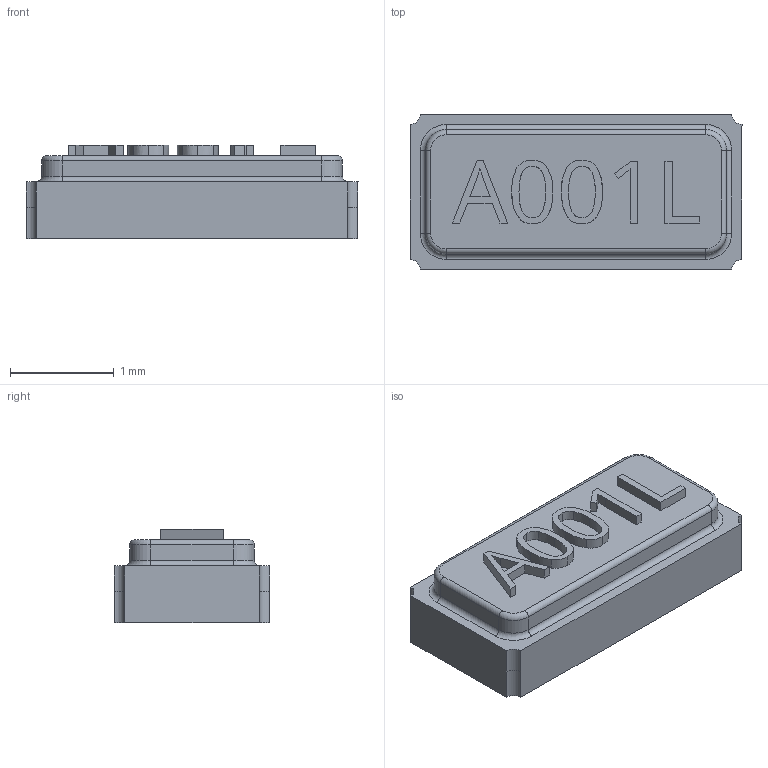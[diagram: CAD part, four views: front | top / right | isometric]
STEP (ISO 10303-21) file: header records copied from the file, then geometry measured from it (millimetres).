
FILE_DESCRIPTION(/* description */ (''),/* implementation_level */ '2;1');
FILE_NAME(/* name */ 'Crystal_NX3215SA.step',/* time_stamp */ '2021-08-31T17:56:04+07:00',/* author */ (''),/* organization */ (''),/* preprocessor_version */ 'ST-DEVELOPER v18.1',/* originating_system */ 'Autodesk Translation Framework v10.9.0.1377',/* authorisation */ '');
FILE_SCHEMA (('AUTOMOTIVE_DESIGN { 1 0 10303 214 3 1 1 }'));
Length unit declared in the file: centimetre
Products named in the file (1): (Unsaved)
Bounding box: 3.2 x 1.5 x 0.9 mm (x, y, z)
Volume: 3.5 mm3; surface area: 33.5 mm2
Topology: 4 solids, 4 shells, 166 faces, 426 edges, 276 vertices
Faces by surface type: plane 85, bspline 37, cylinder 36, torus 8
Entity records: 5514 total; most frequent: CARTESIAN_POINT 1516, ORIENTED_EDGE 852, DIRECTION 690, EDGE_CURVE 426, VERTEX_POINT 276, LINE 272, VECTOR 272, AXIS2_PLACEMENT_3D 209
